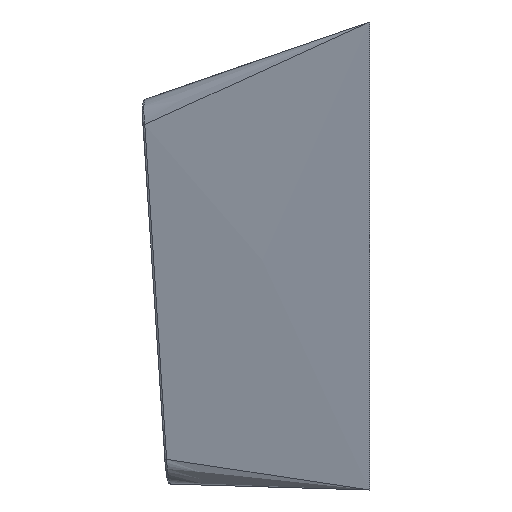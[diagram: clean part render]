
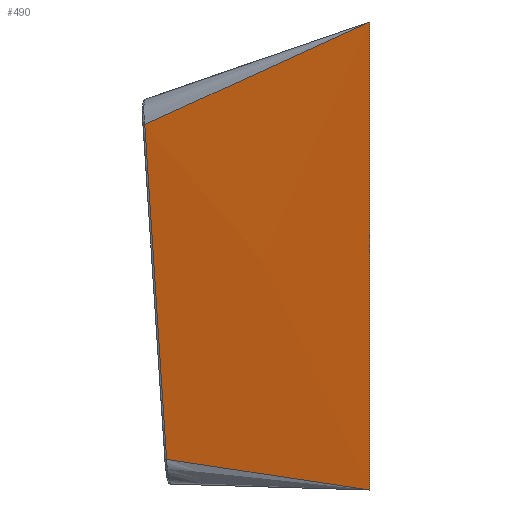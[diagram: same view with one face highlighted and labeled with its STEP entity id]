
A CAD part, left-side view. The second image highlights one B-rep face of the part: STEP entity #490.
In plain terms, the highlighted free-form (B-spline) face has degree [3, 1] with [6, 2] control points.
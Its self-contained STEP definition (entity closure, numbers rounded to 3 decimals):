
#17 = CARTESIAN_POINT ( 'NONE',  ( 1.965, 6.481, 15.046 ) ) ;
#40 = B_SPLINE_SURFACE_WITH_KNOTS ( 'NONE', 3, 1, ( 
 ( #723, #41 ),
 ( #160, #1542 ),
 ( #435, #207 ),
 ( #1287, #1424 ),
 ( #1282, #1580 ),
 ( #1141, #1720 ) ),
 .UNSPECIFIED., .F., .F., .F.,
 ( 4, 2, 4 ),
 ( 2, 2 ),
 ( 0., 0.5, 1. ),
 ( 0., 1. ),
 .UNSPECIFIED. ) ;
#41 = CARTESIAN_POINT ( 'NONE',  ( 2.65, 7.82, 0.232 ) ) ;
#76 = B_SPLINE_CURVE_WITH_KNOTS ( 'NONE', 3,
 ( #929, #254, #989, #993 ),
 .UNSPECIFIED., .F., .F.,
 ( 4, 4 ),
 ( 0.011, 1. ),
 .UNSPECIFIED. ) ;
#100 = CARTESIAN_POINT ( 'NONE',  ( 2.624, 7.806, 1.178 ) ) ;
#101 = CARTESIAN_POINT ( 'NONE',  ( 2.626, 8.646, 14.054 ) ) ;
#105 = VERTEX_POINT ( 'NONE', #573 ) ;
#144 = CARTESIAN_POINT ( 'NONE',  ( 1.481, 4.893, 15.772 ) ) ;
#160 = CARTESIAN_POINT ( 'NONE',  ( 0., 0., 3. ) ) ;
#199 = VERTEX_POINT ( 'NONE', #100 ) ;
#200 = EDGE_LOOP ( 'NONE', ( #1020, #1010, #820, #1415 ) ) ;
#207 = CARTESIAN_POINT ( 'NONE',  ( 2.65, 8.142, 5.146 ) ) ;
#254 = CARTESIAN_POINT ( 'NONE',  ( 1.83, 5.42, 0.825 ) ) ;
#260 = CARTESIAN_POINT ( 'NONE',  ( 2.625, 8.156, 6.548 ) ) ;
#285 = CARTESIAN_POINT ( 'NONE',  ( 1.672, 5.52, 15.486 ) ) ;
#329 = EDGE_CURVE ( 'NONE', #199, #1637, #76, .T. ) ;
#336 = DIRECTION ( 'NONE',  ( 0., 0., -1. ) ) ;
#417 = CARTESIAN_POINT ( 'NONE',  ( 2.411, 7.943, 14.376 ) ) ;
#430 = CARTESIAN_POINT ( 'NONE',  ( 2.289, 7.544, 14.559 ) ) ;
#435 = CARTESIAN_POINT ( 'NONE',  ( 0., 0., 6. ) ) ;
#436 = CARTESIAN_POINT ( 'NONE',  ( 2.479, 8.164, 14.275 ) ) ;
#439 = CARTESIAN_POINT ( 'NONE',  ( 2.209, 7.281, 14.68 ) ) ;
#490 = ADVANCED_FACE ( 'NONE', ( #1179 ), #40, .T. ) ;
#503 = CARTESIAN_POINT ( 'NONE',  ( 2.625, 7.893, 2.52 ) ) ;
#517 = CARTESIAN_POINT ( 'NONE',  ( 2.625, 8.243, 7.891 ) ) ;
#545 = CARTESIAN_POINT ( 'NONE',  ( 1.991, 6.567, 15.007 ) ) ;
#569 = EDGE_CURVE ( 'NONE', #105, #1637, #1539, .T. ) ;
#573 = CARTESIAN_POINT ( 'NONE',  ( 0., 0., 18. ) ) ;
#644 = CARTESIAN_POINT ( 'NONE',  ( 0., 0., 0. ) ) ;
#669 = CARTESIAN_POINT ( 'NONE',  ( 1.344, 4.441, 15.979 ) ) ;
#680 = VECTOR ( 'NONE', #336, 1000. ) ;
#692 = CARTESIAN_POINT ( 'NONE',  ( 2.626, 8.646, 14.054 ) ) ;
#708 = CARTESIAN_POINT ( 'NONE',  ( 2.455, 8.086, 14.311 ) ) ;
#723 = CARTESIAN_POINT ( 'NONE',  ( 0., 0., 0. ) ) ;
#758 = CARTESIAN_POINT ( 'NONE',  ( 2.626, 8.646, 14.054 ) ) ;
#779 = CARTESIAN_POINT ( 'NONE',  ( 2.625, 7.981, 3.863 ) ) ;
#808 = CARTESIAN_POINT ( 'NONE',  ( 1.304, 4.308, 16.039 ) ) ;
#820 = ORIENTED_EDGE ( 'NONE', *, *, #329, .T. ) ;
#823 = CARTESIAN_POINT ( 'NONE',  ( 2.005, 6.613, 14.986 ) ) ;
#826 = CARTESIAN_POINT ( 'NONE',  ( 2.371, 7.81, 14.437 ) ) ;
#835 = CARTESIAN_POINT ( 'NONE',  ( 2.606, 8.579, 14.085 ) ) ;
#873 = CARTESIAN_POINT ( 'NONE',  ( 0., 0., 18. ) ) ;
#929 = CARTESIAN_POINT ( 'NONE',  ( 2.624, 7.806, 1.178 ) ) ;
#950 = EDGE_CURVE ( 'NONE', #105, #1225, #1177, .T. ) ;
#962 = CARTESIAN_POINT ( 'NONE',  ( 0.45, 1.491, 17.323 ) ) ;
#989 = CARTESIAN_POINT ( 'NONE',  ( 0.955, 2.819, 0.433 ) ) ;
#993 = CARTESIAN_POINT ( 'NONE',  ( 0., 0., 0. ) ) ;
#1010 = ORIENTED_EDGE ( 'NONE', *, *, #1217, .T. ) ;
#1020 = ORIENTED_EDGE ( 'NONE', *, *, #950, .T. ) ;
#1068 = CARTESIAN_POINT ( 'NONE',  ( 2.624, 7.806, 1.178 ) ) ;
#1109 = CARTESIAN_POINT ( 'NONE',  ( 2.501, 8.237, 14.242 ) ) ;
#1124 = CARTESIAN_POINT ( 'NONE',  ( 2.572, 8.469, 14.135 ) ) ;
#1141 = CARTESIAN_POINT ( 'NONE',  ( 0., 0., 18. ) ) ;
#1177 = B_SPLINE_CURVE_WITH_KNOTS ( 'NONE', 3,
 ( #1514, #962, #1520, #808, #1786, #669, #1226, #144, #285, #1672, #17, #545, #823, #1263, #1235, #439, #430, #1545, #826, #417, #708, #1404, #436, #1386, #1109, #1803, #1124, #835, #692 ),
 .UNSPECIFIED., .F., .F.,
 ( 4, 2, 2, 1, 1, 1, 1, 2, 2, 1, 2, 2, 1, 1, 2, 2, 2, 4 ),
 ( 0., 0.488, 0.504, 0.519, 0.549, 0.61, 0.732, 0.748, 0.763, 0.793, 0.854, 0.885, 0.915, 0.931, 0.935, 0.938, 0.946, 0.976 ),
 .UNSPECIFIED. ) ;
#1179 = FACE_OUTER_BOUND ( 'NONE', #200, .T. ) ;
#1211 = CARTESIAN_POINT ( 'NONE',  ( 2.625, 8.068, 5.205 ) ) ;
#1217 = EDGE_CURVE ( 'NONE', #1225, #199, #1723, .T. ) ;
#1225 = VERTEX_POINT ( 'NONE', #101 ) ;
#1226 = CARTESIAN_POINT ( 'NONE',  ( 1.385, 4.577, 15.917 ) ) ;
#1235 = CARTESIAN_POINT ( 'NONE',  ( 2.128, 7.015, 14.802 ) ) ;
#1263 = CARTESIAN_POINT ( 'NONE',  ( 2.046, 6.747, 14.924 ) ) ;
#1282 = CARTESIAN_POINT ( 'NONE',  ( 0., 0., 15. ) ) ;
#1287 = CARTESIAN_POINT ( 'NONE',  ( 0., 0., 12. ) ) ;
#1386 = CARTESIAN_POINT ( 'NONE',  ( 2.481, 8.171, 14.272 ) ) ;
#1404 = CARTESIAN_POINT ( 'NONE',  ( 2.472, 8.142, 14.285 ) ) ;
#1415 = ORIENTED_EDGE ( 'NONE', *, *, #569, .F. ) ;
#1424 = CARTESIAN_POINT ( 'NONE',  ( 2.65, 8.463, 10.061 ) ) ;
#1514 = CARTESIAN_POINT ( 'NONE',  ( 0., 0., 18. ) ) ;
#1520 = CARTESIAN_POINT ( 'NONE',  ( 0.88, 2.913, 16.676 ) ) ;
#1539 = LINE ( 'NONE', #873, #680 ) ;
#1542 = CARTESIAN_POINT ( 'NONE',  ( 2.65, 7.981, 2.689 ) ) ;
#1545 = CARTESIAN_POINT ( 'NONE',  ( 2.316, 7.632, 14.519 ) ) ;
#1580 = CARTESIAN_POINT ( 'NONE',  ( 2.65, 8.624, 12.518 ) ) ;
#1636 = CARTESIAN_POINT ( 'NONE',  ( 2.626, 8.436, 10.84 ) ) ;
#1637 = VERTEX_POINT ( 'NONE', #644 ) ;
#1672 = CARTESIAN_POINT ( 'NONE',  ( 1.846, 6.091, 15.225 ) ) ;
#1720 = CARTESIAN_POINT ( 'NONE',  ( 2.65, 8.785, 14.975 ) ) ;
#1723 = B_SPLINE_CURVE_WITH_KNOTS ( 'NONE', 3,
 ( #758, #1735, #1636, #1768, #517, #260, #1211, #779, #503, #1068 ),
 .UNSPECIFIED., .F., .F.,
 ( 4, 3, 3, 4 ),
 ( 0., 0.005, 0.009, 0.013 ),
 .UNSPECIFIED. ) ;
#1735 = CARTESIAN_POINT ( 'NONE',  ( 2.626, 8.541, 12.447 ) ) ;
#1768 = CARTESIAN_POINT ( 'NONE',  ( 2.626, 8.331, 9.233 ) ) ;
#1786 = CARTESIAN_POINT ( 'NONE',  ( 1.316, 4.35, 16.02 ) ) ;
#1803 = CARTESIAN_POINT ( 'NONE',  ( 2.514, 8.278, 14.223 ) ) ;
